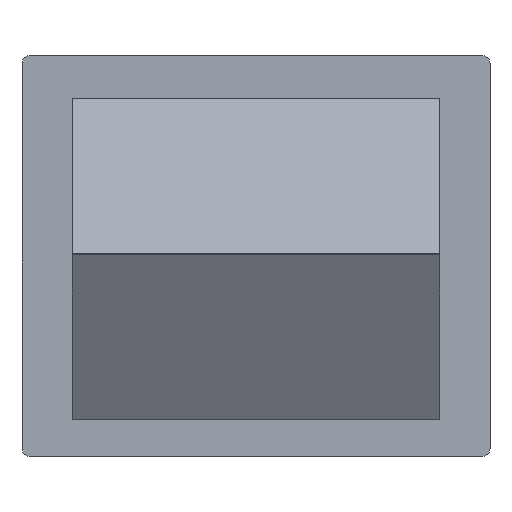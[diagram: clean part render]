
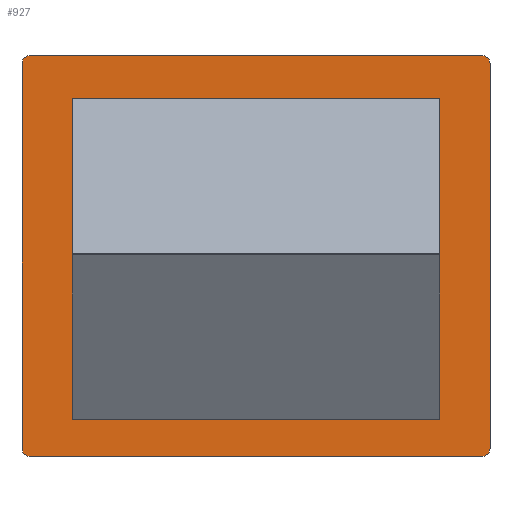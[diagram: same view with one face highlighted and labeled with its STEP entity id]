
A CAD part, top view. The second image highlights one B-rep face of the part: STEP entity #927.
In plain terms, the highlighted planar face has unit normal (0, 0, 1).
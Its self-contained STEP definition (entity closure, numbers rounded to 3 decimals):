
#329=CARTESIAN_POINT('POINT30',(2159.,1651.,0.));
#330=VERTEX_POINT('VERTEX30',#329);
#337=CARTESIAN_POINT('POINT31',(2159.,-1651.,0.));
#338=VERTEX_POINT('VERTEX31',#337);
#339=CARTESIAN_POINT('POS40',(2159.,-1778.,0.));
#340=DIRECTION('DIR52',(0.,1.,0.));
#341=VECTOR('VEC28',#340,25.4);
#342=LINE('STRAIGHT28',#339,#341);
#343=EDGE_CURVE('EDGE36',#330,#338,#342,.F.);
#369=CARTESIAN_POINT('POINT34',(2286.,-1778.,0.));
#370=VERTEX_POINT('VERTEX34',#369);
#377=CARTESIAN_POINT('POINT35',(2286.,1778.,0.));
#378=VERTEX_POINT('VERTEX35',#377);
#379=CARTESIAN_POINT('POS45',(2286.,-1778.,0.));
#380=DIRECTION('DIR58',(0.,1.,0.));
#381=VECTOR('VEC32',#380,25.4);
#382=LINE('STRAIGHT32',#379,#381);
#383=EDGE_CURVE('EDGE40',#370,#378,#382,.T.);
#407=CARTESIAN_POINT('POINT37',(3518.803,
   -3010.803,0.));
#408=VERTEX_POINT('VERTEX37',#407);
#415=CARTESIAN_POINT('POINT38',(3429.,-3048.,
   0.));
#416=VERTEX_POINT('VERTEX38',#415);
#417=CARTESIAN_POINT('POS50',(3429.,-2921.,
   0.));
#418=DIRECTION('DIR64',(0.,0.,-1.));
#419=DIRECTION('DIR65',(0.707,-0.707,
   0.));
#420=AXIS2_PLACEMENT_3D('AXIS15',#417,#418,#419);
#421=CIRCLE('ELLIPSE5',#420,127.);
#422=EDGE_CURVE('EDGE44',#408,#416,#421,.T.);
#440=CARTESIAN_POINT('POINT39',(-3429.,-3048.,
   0.));
#441=VERTEX_POINT('VERTEX39',#440);
#442=CARTESIAN_POINT('POS53',(3556.,-3048.,
   0.));
#443=DIRECTION('DIR69',(-1.,0.,0.));
#444=VECTOR('VEC37',#443,25.4);
#445=LINE('STRAIGHT37',#442,#444);
#446=EDGE_CURVE('EDGE46',#416,#441,#445,.T.);
#463=CARTESIAN_POINT('POINT40',(-3518.803,
   -3010.803,0.));
#464=VERTEX_POINT('VERTEX40',#463);
#473=CARTESIAN_POINT('POS57',(-3429.,-2921.,
   0.));
#474=DIRECTION('DIR74',(0.,0.,-1.));
#475=DIRECTION('DIR75',(-0.707,-0.707,
   0.));
#476=AXIS2_PLACEMENT_3D('AXIS18',#473,#474,#475);
#477=CIRCLE('ELLIPSE6',#476,127.);
#478=EDGE_CURVE('EDGE49',#441,#464,#477,.T.);
#489=CARTESIAN_POINT('POINT41',(-3556.,-2921.,
   0.));
#490=VERTEX_POINT('VERTEX41',#489);
#491=EDGE_CURVE('EDGE50',#464,#490,#477,.T.);
#503=CARTESIAN_POINT('POINT42',(-3556.,2921.,
   0.));
#504=VERTEX_POINT('VERTEX42',#503);
#513=CARTESIAN_POINT('POS61',(-3556.,-3048.,
   0.));
#514=DIRECTION('DIR80',(0.,1.,0.));
#515=VECTOR('VEC42',#514,25.4);
#516=LINE('STRAIGHT42',#513,#515);
#517=EDGE_CURVE('EDGE53',#490,#504,#516,.T.);
#527=CARTESIAN_POINT('POINT43',(-3518.803,
   3010.803,0.));
#528=VERTEX_POINT('VERTEX43',#527);
#537=CARTESIAN_POINT('POS64',(-3429.,2921.,
   0.));
#538=DIRECTION('DIR84',(0.,0.,-1.));
#539=DIRECTION('DIR85',(-0.707,0.707,
   0.));
#540=AXIS2_PLACEMENT_3D('AXIS21',#537,#538,#539);
#541=CIRCLE('ELLIPSE7',#540,127.);
#542=EDGE_CURVE('EDGE55',#504,#528,#541,.T.);
#553=CARTESIAN_POINT('POINT44',(-3429.,3048.,
   0.));
#554=VERTEX_POINT('VERTEX44',#553);
#555=EDGE_CURVE('EDGE56',#528,#554,#541,.T.);
#567=CARTESIAN_POINT('POINT45',(3429.,3048.,
   0.));
#568=VERTEX_POINT('VERTEX45',#567);
#577=CARTESIAN_POINT('POS68',(-3556.,3048.,
   0.));
#578=DIRECTION('DIR90',(1.,0.,0.));
#579=VECTOR('VEC46',#578,25.4);
#580=LINE('STRAIGHT46',#577,#579);
#581=EDGE_CURVE('EDGE59',#554,#568,#580,.T.);
#591=CARTESIAN_POINT('POINT46',(3518.803,
   3010.803,0.));
#592=VERTEX_POINT('VERTEX46',#591);
#601=CARTESIAN_POINT('POS71',(3429.,2921.,
   0.));
#602=DIRECTION('DIR94',(0.,0.,-1.));
#603=DIRECTION('DIR95',(0.707,0.707,
   0.));
#604=AXIS2_PLACEMENT_3D('AXIS24',#601,#602,#603);
#605=CIRCLE('ELLIPSE8',#604,127.);
#606=EDGE_CURVE('EDGE61',#568,#592,#605,.T.);
#617=CARTESIAN_POINT('POINT47',(3556.,2921.,
   0.));
#618=VERTEX_POINT('VERTEX47',#617);
#619=EDGE_CURVE('EDGE62',#592,#618,#605,.T.);
#631=CARTESIAN_POINT('POINT48',(3556.,-2921.,
   0.));
#632=VERTEX_POINT('VERTEX48',#631);
#641=CARTESIAN_POINT('POS75',(3556.,3048.,
   0.));
#642=DIRECTION('DIR100',(0.,-1.,0.));
#643=VECTOR('VEC50',#642,25.4);
#644=LINE('STRAIGHT50',#641,#643);
#645=EDGE_CURVE('EDGE65',#618,#632,#644,.T.);
#658=EDGE_CURVE('EDGE66',#632,#408,#421,.T.);
#672=CARTESIAN_POINT('POINT50',(-2286.,1778.,0.));
#673=VERTEX_POINT('VERTEX50',#672);
#674=CARTESIAN_POINT('POS78',(2286.,1778.,0.));
#675=DIRECTION('DIR104',(-1.,0.,0.));
#676=VECTOR('VEC52',#675,25.4);
#677=LINE('STRAIGHT52',#674,#676);
#678=EDGE_CURVE('EDGE68',#378,#673,#677,.T.);
#752=CARTESIAN_POINT('POINT53',(-2286.,-1778.,0.));
#753=VERTEX_POINT('VERTEX53',#752);
#760=CARTESIAN_POINT('POS88',(-2286.,-1778.,0.));
#761=DIRECTION('DIR117',(1.,0.,0.));
#762=VECTOR('VEC59',#761,25.4);
#763=LINE('STRAIGHT59',#760,#762);
#764=EDGE_CURVE('EDGE76',#753,#370,#763,.T.);
#784=CARTESIAN_POINT('POINT55',(-2159.,-1651.,0.));
#785=VERTEX_POINT('VERTEX55',#784);
#786=CARTESIAN_POINT('POS91',(-2286.,-1651.,0.));
#787=DIRECTION('DIR121',(1.,0.,0.));
#788=VECTOR('VEC61',#787,25.4);
#789=LINE('STRAIGHT61',#786,#788);
#790=EDGE_CURVE('EDGE78',#338,#785,#789,.F.);
#841=CARTESIAN_POINT('POINT58',(-2159.,1651.,0.));
#842=VERTEX_POINT('VERTEX58',#841);
#849=CARTESIAN_POINT('POS98',(2286.,1651.,0.));
#850=DIRECTION('DIR129',(-1.,0.,0.));
#851=VECTOR('VEC67',#850,25.4);
#852=LINE('STRAIGHT67',#849,#851);
#853=EDGE_CURVE('EDGE85',#842,#330,#852,.F.);
#864=ORIENTED_EDGE('COEDGE145',*,*,#658,.F.);
#865=ORIENTED_EDGE('COEDGE146',*,*,#645,.F.);
#866=ORIENTED_EDGE('COEDGE147',*,*,#619,.F.);
#867=ORIENTED_EDGE('COEDGE148',*,*,#606,.F.);
#868=ORIENTED_EDGE('COEDGE149',*,*,#581,.F.);
#869=ORIENTED_EDGE('COEDGE150',*,*,#555,.F.);
#870=ORIENTED_EDGE('COEDGE151',*,*,#542,.F.);
#871=ORIENTED_EDGE('COEDGE152',*,*,#517,.F.);
#872=ORIENTED_EDGE('COEDGE153',*,*,#491,.F.);
#873=ORIENTED_EDGE('COEDGE154',*,*,#478,.F.);
#874=ORIENTED_EDGE('COEDGE155',*,*,#446,.F.);
#875=ORIENTED_EDGE('COEDGE156',*,*,#422,.F.);
#876=EDGE_LOOP('NONE',(#864,#865,#866,#867,#868,#869,#870,#871,#872,#873
   ,#874,#875));
#877=FACE_BOUND('LOOP1',#876,.T.);
#878=CARTESIAN_POINT('POINT59',(-2159.,635.,
   0.));
#879=VERTEX_POINT('VERTEX59',#878);
#880=CARTESIAN_POINT('POS100',(-2159.,1778.,0.));
#881=DIRECTION('DIR132',(0.,-1.,0.));
#882=VECTOR('VEC68',#881,25.4);
#883=LINE('STRAIGHT68',#880,#882);
#884=EDGE_CURVE('EDGE86',#879,#842,#883,.F.);
#885=ORIENTED_EDGE('COEDGE157',*,*,#884,.F.);
#886=CARTESIAN_POINT('POINT60',(-2286.,635.,0.));
#887=VERTEX_POINT('VERTEX60',#886);
#888=CARTESIAN_POINT('POS101',(-1143.,635.,
   0.));
#889=DIRECTION('DIR133',(-1.,0.,0.));
#890=VECTOR('VEC69',#889,25.4);
#891=LINE('STRAIGHT69',#888,#890);
#892=EDGE_CURVE('EDGE87',#887,#879,#891,.F.);
#893=ORIENTED_EDGE('COEDGE158',*,*,#892,.F.);
#894=CARTESIAN_POINT('POS102',(-2286.,1778.,0.));
#895=DIRECTION('DIR134',(0.,-1.,0.));
#896=VECTOR('VEC70',#895,25.4);
#897=LINE('STRAIGHT70',#894,#896);
#898=EDGE_CURVE('EDGE88',#673,#887,#897,.T.);
#899=ORIENTED_EDGE('COEDGE159',*,*,#898,.F.);
#900=ORIENTED_EDGE('COEDGE160',*,*,#678,.F.);
#901=ORIENTED_EDGE('COEDGE161',*,*,#383,.F.);
#902=ORIENTED_EDGE('COEDGE162',*,*,#764,.F.);
#903=CARTESIAN_POINT('POINT61',(-2286.,-635.,
   0.));
#904=VERTEX_POINT('VERTEX61',#903);
#905=EDGE_CURVE('EDGE89',#904,#753,#897,.T.);
#906=ORIENTED_EDGE('COEDGE163',*,*,#905,.F.);
#907=CARTESIAN_POINT('POINT62',(-2159.,-635.,
   0.));
#908=VERTEX_POINT('VERTEX62',#907);
#909=CARTESIAN_POINT('POS103',(-1143.,-635.,
   0.));
#910=DIRECTION('DIR135',(1.,0.,0.));
#911=VECTOR('VEC71',#910,25.4);
#912=LINE('STRAIGHT71',#909,#911);
#913=EDGE_CURVE('EDGE90',#908,#904,#912,.F.);
#914=ORIENTED_EDGE('COEDGE164',*,*,#913,.F.);
#915=EDGE_CURVE('EDGE91',#785,#908,#883,.F.);
#916=ORIENTED_EDGE('COEDGE165',*,*,#915,.F.);
#917=ORIENTED_EDGE('COEDGE166',*,*,#790,.F.);
#918=ORIENTED_EDGE('COEDGE167',*,*,#343,.F.);
#919=ORIENTED_EDGE('COEDGE168',*,*,#853,.F.);
#920=EDGE_LOOP('NONE',(#885,#893,#899,#900,#901,#902,#906,#914,#916,#917
   ,#918,#919));
#921=FACE_BOUND('LOOP1',#920,.T.);
#922=CARTESIAN_POINT('POS104',(0.,0.,0.));
#923=DIRECTION('DIR136',(0.,0.,-1.));
#924=DIRECTION('DIR137',(1.,0.,0.));
#925=AXIS2_PLACEMENT_3D('AXIS33',#922,#923,#924);
#926=PLANE('PLANE21',#925);
#927=ADVANCED_FACE('FACE31',(#877,#921),#926,.F.);
